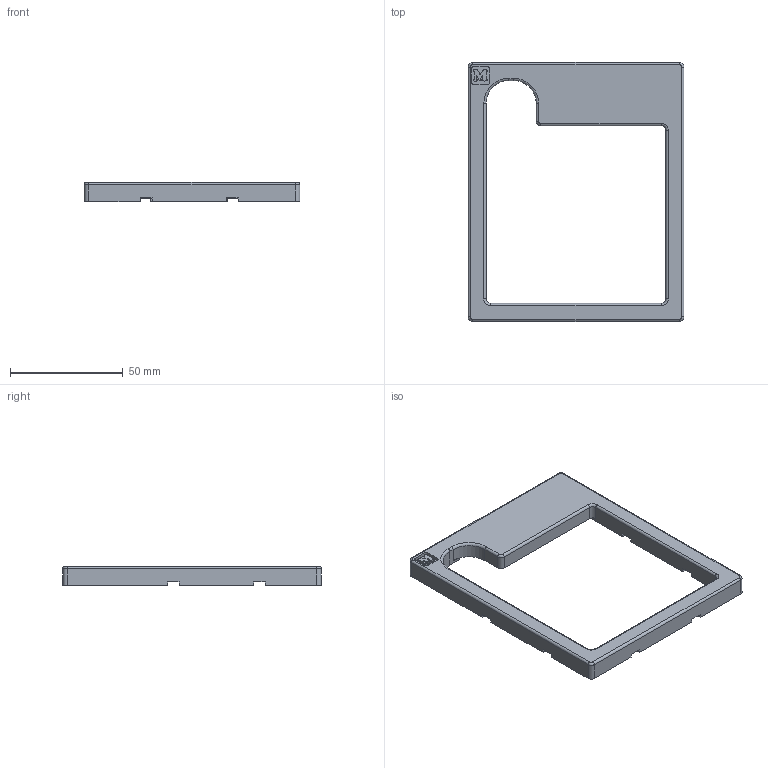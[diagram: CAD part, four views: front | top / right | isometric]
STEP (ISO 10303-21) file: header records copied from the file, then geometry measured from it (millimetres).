
FILE_DESCRIPTION(/* description */ (''),/* implementation_level */ '2;1');
FILE_NAME(/* name */ 'MPad-Top.step',/* time_stamp */ '2024-10-23T09:16:26+06:00',/* author */ (''),/* organization */ (''),/* preprocessor_version */ 'ST-DEVELOPER v20',/* originating_system */ 'Autodesk Translation Framework v13.20.0.188',/* authorisation */ '');
FILE_SCHEMA (('AUTOMOTIVE_DESIGN { 1 0 10303 214 3 1 1 }'));
Length unit declared in the file: millimetre
Products named in the file (1): Macropad-case
Bounding box: 95.67 x 114.78 x 8.5 mm (x, y, z)
Volume: 33955 mm3; surface area: 15093.7 mm2
Topology: 1 solids, 1 shells, 160 faces, 439 edges, 286 vertices
Faces by surface type: bspline 65, plane 62, cylinder 28, torus 5
Full cylindrical faces by diameter (mm): 2.529 x4
Entity records: 5662 total; most frequent: CARTESIAN_POINT 1946, ORIENTED_EDGE 878, DIRECTION 577, EDGE_CURVE 439, VERTEX_POINT 286, LINE 253, VECTOR 253, EDGE_LOOP 167
